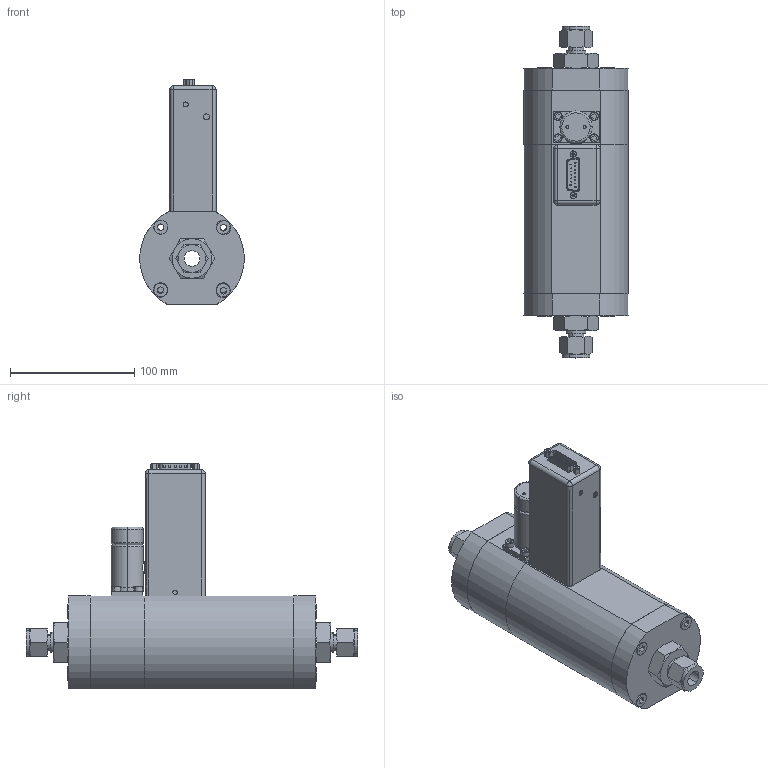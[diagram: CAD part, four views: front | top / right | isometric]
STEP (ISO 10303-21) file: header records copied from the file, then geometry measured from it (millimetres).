
FILE_DESCRIPTION (( 'STEP AP203' ), '1' );
FILE_NAME ('5853SB-2B-2-A.STEP', '2018-05-31T19:08:46', ( 'mrutkowski' ), ( 'Hewlett-Packard Company' ), 'SwSTEP 2.0', 'SolidWorks 2017', '' );
FILE_SCHEMA (( 'CONFIG_CONTROL_DESIGN' ));
Length unit declared in the file: inch
Products named in the file (1): 5853SB-2B-2-A
Bounding box: 83.7 x 266.87 x 181.64 mm (x, y, z)
Surface area: 132735.3 mm2 (no closed solid volume)
Topology: 0 solids, 40 shells, 439 faces, 1467 edges, 1062 vertices
Faces by surface type: plane 204, cylinder 142, cone 53, torus 25, bspline 15
Entity records: 17127 total; most frequent: CARTESIAN_POINT 4275, DIRECTION 2739, ORIENTED_EDGE 2260, EDGE_CURVE 1463, VERTEX_POINT 1062, AXIS2_PLACEMENT_3D 992, LINE 755, VECTOR 755
